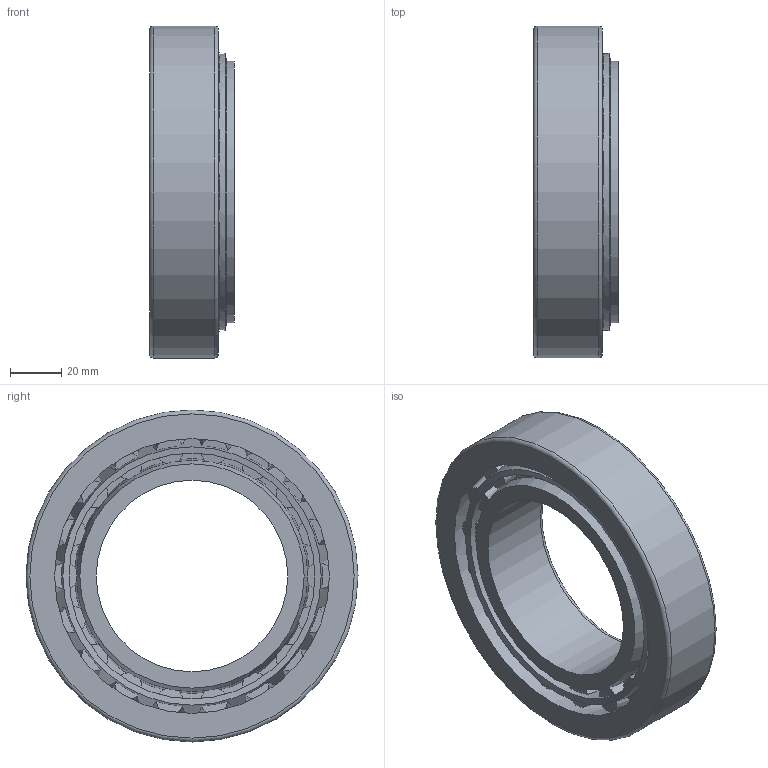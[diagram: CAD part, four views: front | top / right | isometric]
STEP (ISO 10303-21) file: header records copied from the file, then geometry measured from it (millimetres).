
FILE_DESCRIPTION(/* description */ ('STEP AP214'),/* implementation_level */ '2;1');
FILE_NAME(/* name */ '32215U',/* time_stamp */ '2025-09-12T13:46:20+02:00',/* author */ ('License CC BY-ND 4.0'),/* organization */ ('CADENAS'),/* preprocessor_version */ 'ST-DEVELOPER v19.3',/* originating_system */ 'PARTsolutions',/* authorisation */ ' ');
FILE_SCHEMA (('AUTOMOTIVE_DESIGN {1 0 10303 214 3 1 1}'));
Length unit declared in the file: millimetre
Products named in the file (4): 32215U; 32215UInner  ring; 32215U Outer ring; 32215U Ball Cage
Assembly tree (3 placements, depth 2):
  32215U
    32215UInner  ring
    32215U Outer ring
    32215U Ball Cage
Bounding box: 33.25 x 130 x 130 mm (x, y, z)
Volume: 209552.6 mm3; surface area: 75930.4 mm2
Topology: 3 solids, 3 shells, 128 faces, 258 edges, 168 vertices
Faces by surface type: plane 76, cone 46, cylinder 3, torus 3
Full cylindrical faces by diameter (mm): 75 x1, 102.5 x1, 130 x1
Entity records: 3469 total; most frequent: CARTESIAN_POINT 748, DIRECTION 592, ORIENTED_EDGE 472, AXIS2_PLACEMENT_3D 296, EDGE_CURVE 236, EDGE_LOOP 184, FACE_BOUND 184, VERTEX_POINT 164
